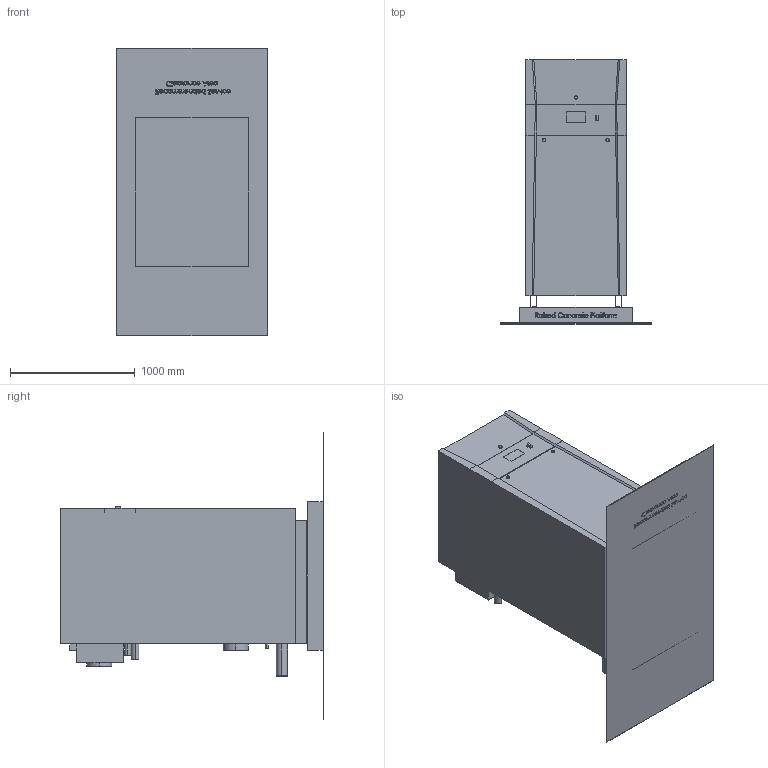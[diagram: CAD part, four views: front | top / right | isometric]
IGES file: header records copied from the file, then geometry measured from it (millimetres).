
Start section: SolidWorks IGES file using analytic representation for surfaces
Global section: file name: 2.0 & 2.5 CAT 2 & 4.IGS; native system: SolidWorks 2017; preprocessor: SolidWorks 2017; author: rreed; date: 200304.111252; units: inch
Bounding box: 1209.55 x 2114.8 x 2306.57 mm (x, y, z)
Surface area: 16362463.3 mm2 (no closed solid volume)
Topology: 0 solids, 0 shells, 864 faces, 15289 edges, 15289 vertices
Faces by surface type: bspline 844, revolution 20
